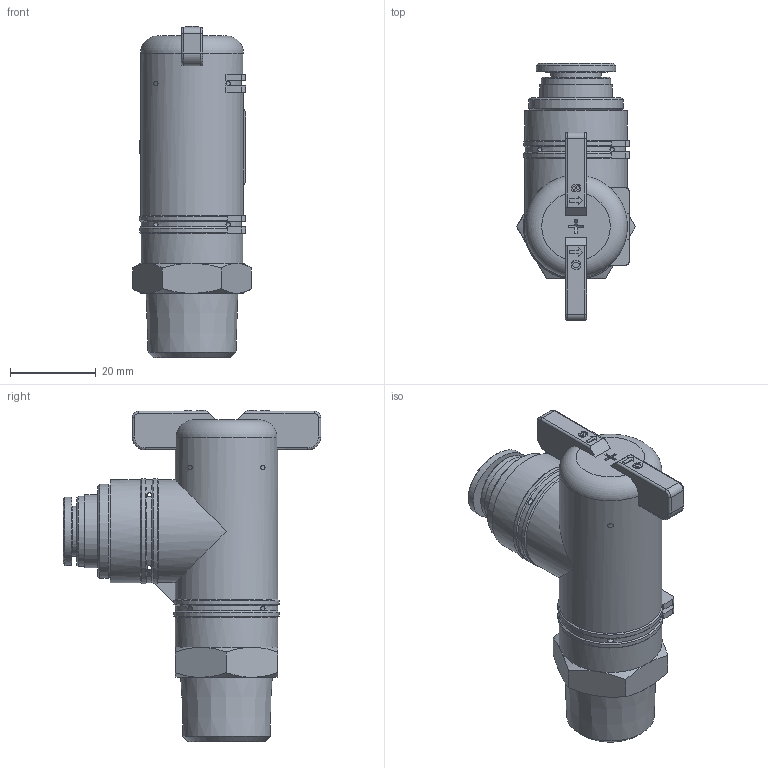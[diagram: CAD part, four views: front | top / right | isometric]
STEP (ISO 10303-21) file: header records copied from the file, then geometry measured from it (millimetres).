
FILE_DESCRIPTION(/* description */ ('Unknown'),/* implementation_level */ '2;1');
FILE_NAME(/* name */ 'P33.10.1;2',/* time_stamp */ '2021-06-08T08:33:31-04:00',/* author */ ('Unknown'),/* organization */ ('Unknown'),/* preprocessor_version */ 'ST-DEVELOPER v16.7',/* originating_system */ 'Solid Edge',/* authorisation */ 'Unknown');
FILE_SCHEMA (('AUTOMOTIVE_DESIGN {1 0 10303 214 3 1 1}'));
Length unit declared in the file: millimetre
Products named in the file (1): P33.10.1;2
Bounding box: 27.71 x 60.1 x 77.3 mm (x, y, z)
Volume: 42724.9 mm3; surface area: 12465.4 mm2
Topology: 6 solids, 7 shells, 727 faces, 1993 edges, 1305 vertices
Faces by surface type: plane 606, cylinder 72, cone 33, torus 10, bspline 6
Full cylindrical faces by diameter (mm): 1 x10, 2.693 x1, 3 x2, 10.2 x1, 11.7 x1, 16.3 x1, 17 x1, 20 x1, 22 x1, 24 x4
Entity records: 22912 total; most frequent: CARTESIAN_POINT 4683, ORIENTED_EDGE 3900, DIRECTION 3492, EDGE_CURVE 1950, LINE 1696, VECTOR 1696, VERTEX_POINT 1299, AXIS2_PLACEMENT_3D 898
